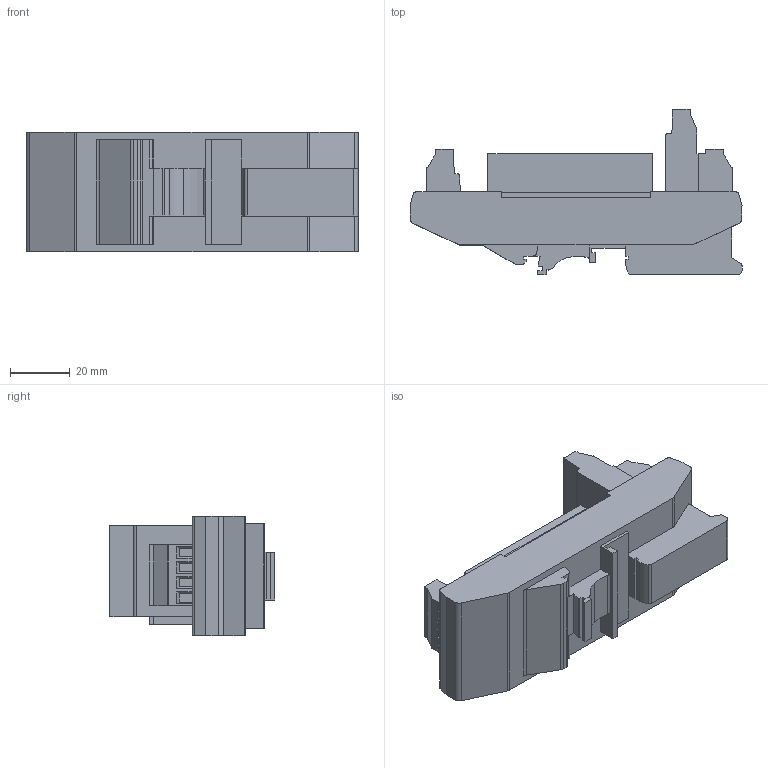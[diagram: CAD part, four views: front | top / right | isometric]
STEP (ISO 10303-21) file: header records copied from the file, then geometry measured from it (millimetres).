
FILE_DESCRIPTION(('SolidDesigner STEP Export'),'2;1');
FILE_NAME('2981444_PSR_SCF_24UC_URM_4x1_2x2-select.stp','2010-10-11T 9:55:23',(''),(''),'CoCreate Modeling STEP processor for AP214 (Solid Model)','CoCreate Modeling 16.00A 16-Aug-2008 (C) Parametric Technology GmbH','');
FILE_SCHEMA(('AUTOMOTIVE_DESIGN { 1 0 10303 214 1 1 1 1 }'));
Length unit declared in the file: millimetre
Products named in the file (2): 2981444_PSR_SCF_24UC_URM_4x1_2x2-select
Assembly tree (1 placements, depth 2):
  2981444_PSR_SCF_24UC_URM_4x1_2x2-select
    2981444_PSR_SCF_24UC_URM_4x1_2x2-select
Bounding box: 111 x 55.45 x 40.05 mm (x, y, z)
Volume: 102845.8 mm3; surface area: 24943.1 mm2
Topology: 1 solids, 1 shells, 348 faces, 926 edges, 610 vertices
Faces by surface type: plane 285, cylinder 63
Entity records: 13143 total; most frequent: ORIENTED_EDGE 1852, CARTESIAN_POINT 1811, DIRECTION 1611, EDGE_CURVE 926, VECTOR 791, LINE 791, VERTEX_POINT 610, AXIS2_PLACEMENT_3D 410
